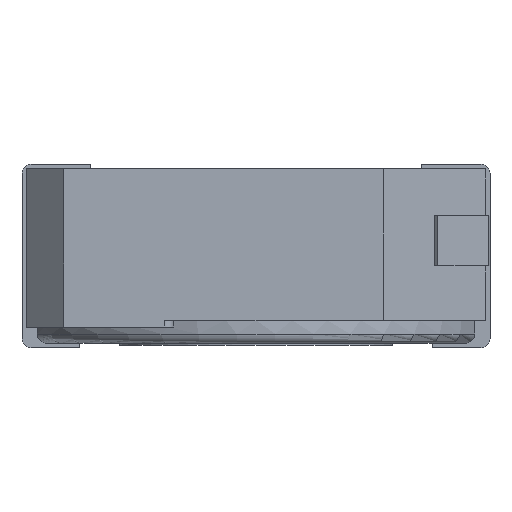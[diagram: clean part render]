
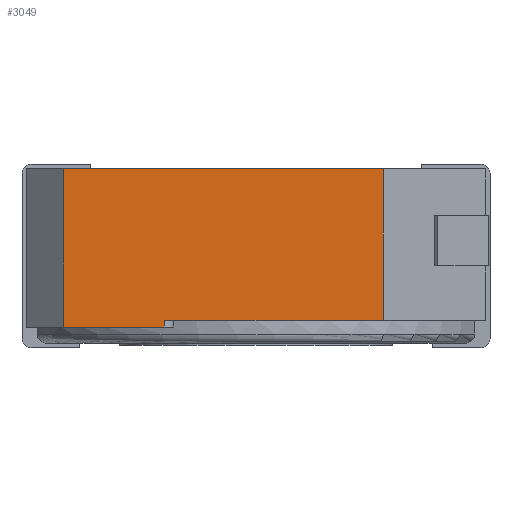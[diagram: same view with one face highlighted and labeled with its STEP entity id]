
A CAD part, left-side view. The second image highlights one B-rep face of the part: STEP entity #3049.
In plain terms, the highlighted planar face has unit normal (-1, 0, 0).
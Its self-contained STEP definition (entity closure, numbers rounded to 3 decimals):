
#96=LINE('',#3896,#307);
#138=LINE('',#4144,#349);
#170=LINE('',#4260,#381);
#171=LINE('',#4262,#382);
#172=LINE('',#4264,#383);
#173=LINE('',#4266,#384);
#174=LINE('',#4267,#385);
#307=VECTOR('',#3344,1000.);
#349=VECTOR('',#3418,1000.);
#381=VECTOR('',#3520,1000.);
#382=VECTOR('',#3521,1000.);
#383=VECTOR('',#3522,1000.);
#384=VECTOR('',#3523,1000.);
#385=VECTOR('',#3524,1000.);
#531=PLANE('',#3210);
#781=ORIENTED_EDGE('',*,*,#1327,.F.);
#782=ORIENTED_EDGE('',*,*,#1382,.F.);
#783=ORIENTED_EDGE('',*,*,#1383,.F.);
#784=ORIENTED_EDGE('',*,*,#1384,.F.);
#785=ORIENTED_EDGE('',*,*,#1385,.T.);
#786=ORIENTED_EDGE('',*,*,#1386,.T.);
#787=ORIENTED_EDGE('',*,*,#1252,.T.);
#1252=EDGE_CURVE('',#1569,#1567,#96,.T.);
#1327=EDGE_CURVE('',#1636,#1567,#138,.T.);
#1382=EDGE_CURVE('',#1674,#1636,#170,.T.);
#1383=EDGE_CURVE('',#1675,#1674,#171,.T.);
#1384=EDGE_CURVE('',#1676,#1675,#172,.T.);
#1385=EDGE_CURVE('',#1676,#1648,#173,.T.);
#1386=EDGE_CURVE('',#1648,#1569,#174,.T.);
#1567=VERTEX_POINT('',#3894);
#1569=VERTEX_POINT('',#3897);
#1636=VERTEX_POINT('',#4143);
#1648=VERTEX_POINT('',#4171);
#1674=VERTEX_POINT('',#4261);
#1675=VERTEX_POINT('',#4263);
#1676=VERTEX_POINT('',#4265);
#1853=EDGE_LOOP('',(#781,#782,#783,#784,#785,#786,#787));
#1997=FACE_BOUND('',#1853,.T.);
#3049=ADVANCED_FACE('',(#1997),#531,.T.);
#3210=AXIS2_PLACEMENT_3D('',#4259,#3518,#3519);
#3344=DIRECTION('',(0.,0.,1.));
#3418=DIRECTION('',(0.,-1.,0.));
#3518=DIRECTION('',(-1.,0.,0.));
#3519=DIRECTION('',(0.,0.,1.));
#3520=DIRECTION('',(0.,0.,1.));
#3521=DIRECTION('',(0.,1.,0.));
#3522=DIRECTION('',(0.,0.,-1.));
#3523=DIRECTION('',(0.,-1.,0.));
#3524=DIRECTION('',(0.,-1.,0.));
#3894=CARTESIAN_POINT('',(-5.,-2.778,0.));
#3896=CARTESIAN_POINT('',(-5.,-2.778,-3.8));
#3897=CARTESIAN_POINT('',(-5.,-2.778,-3.3));
#4143=CARTESIAN_POINT('',(-5.,4.192,0.));
#4144=CARTESIAN_POINT('',(-5.,4.192,0.));
#4171=CARTESIAN_POINT('',(-5.,0.,-3.3));
#4259=CARTESIAN_POINT('',(-5.,4.192,-3.8));
#4260=CARTESIAN_POINT('',(-5.,4.192,-3.8));
#4261=CARTESIAN_POINT('',(-5.,4.192,-3.45));
#4262=CARTESIAN_POINT('',(-5.,4.192,-3.45));
#4263=CARTESIAN_POINT('',(-5.,2.,-3.45));
#4264=CARTESIAN_POINT('',(-5.,2.,-3.3));
#4265=CARTESIAN_POINT('',(-5.,2.,-3.3));
#4266=CARTESIAN_POINT('',(-5.,2.,-3.3));
#4267=CARTESIAN_POINT('',(-5.,0.,-3.3));
